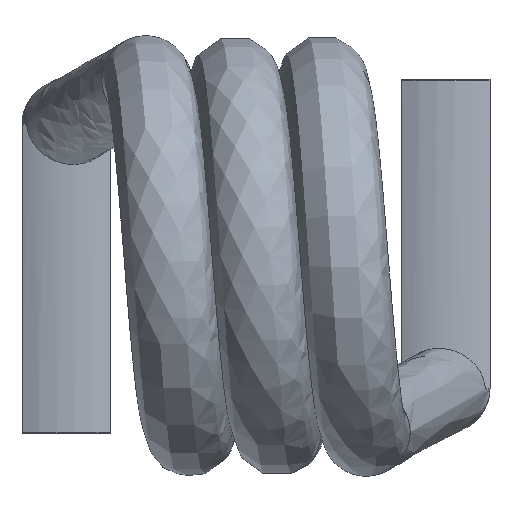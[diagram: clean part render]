
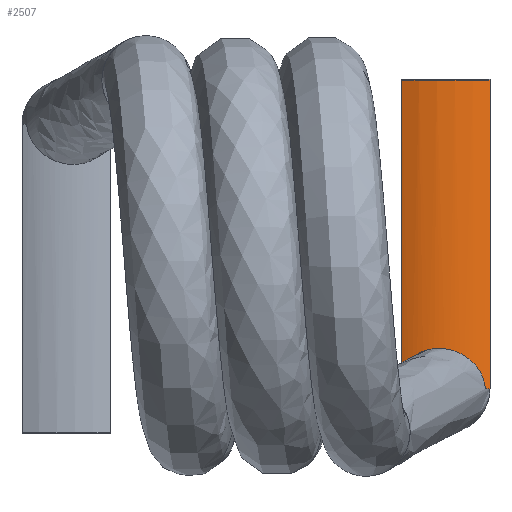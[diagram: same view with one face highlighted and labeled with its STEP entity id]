
A CAD part, top view. The second image highlights one B-rep face of the part: STEP entity #2507.
In plain terms, the highlighted cylindrical face has radius 1.116 mm (diameter 2.232 mm), a partial arc.
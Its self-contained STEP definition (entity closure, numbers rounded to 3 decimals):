
#2003 = VERTEX_POINT('',#2004);
#2004 = CARTESIAN_POINT('',(2.316,-1.335,0.598));
#2030 = EDGE_CURVE('',#2031,#2003,#2033,.T.);
#2031 = VERTEX_POINT('',#2032);
#2032 = CARTESIAN_POINT('',(1.474,-1.171,0.579));
#2033 = B_SPLINE_CURVE_WITH_KNOTS('',7,(#2034,#2035,#2036,#2037,#2038,
#2039,#2040,#2041,#2042,#2043,#2044,#2045,#2046,#2047,#2048,#2049,
#2050,#2051,#2052,#2053,#2054,#2055,#2056,#2057,#2058,#2059,#2060,
#2061,#2062,#2063,#2064,#2065),.UNSPECIFIED.,.F.,.F.,(8,6,6,6,6,8),(
0.,0.225,0.375,0.547,0.693,1.),
.UNSPECIFIED.);
#2034 = CARTESIAN_POINT('',(1.474,-1.171,0.579));
#2035 = CARTESIAN_POINT('',(1.488,-1.138,
0.585));
#2036 = CARTESIAN_POINT('',(1.505,-1.106,
0.592));
#2037 = CARTESIAN_POINT('',(1.525,-1.076,
0.6));
#2038 = CARTESIAN_POINT('',(1.548,-1.049,
0.608));
#2039 = CARTESIAN_POINT('',(1.574,-1.025,0.617)
);
#2040 = CARTESIAN_POINT('',(1.602,-1.003,
0.626));
#2041 = CARTESIAN_POINT('',(1.653,-0.973,0.639
));
#2042 = CARTESIAN_POINT('',(1.674,-0.962,
0.644));
#2043 = CARTESIAN_POINT('',(1.696,-0.953,
0.649));
#2044 = CARTESIAN_POINT('',(1.719,-0.945,
0.654));
#2045 = CARTESIAN_POINT('',(1.742,-0.939,
0.657));
#2046 = CARTESIAN_POINT('',(1.767,-0.934,
0.661));
#2047 = CARTESIAN_POINT('',(1.819,-0.928,0.667)
);
#2048 = CARTESIAN_POINT('',(1.848,-0.926,
0.669));
#2049 = CARTESIAN_POINT('',(1.877,-0.927,
0.671));
#2050 = CARTESIAN_POINT('',(1.906,-0.93,0.672)
);
#2051 = CARTESIAN_POINT('',(1.935,-0.935,0.672
));
#2052 = CARTESIAN_POINT('',(1.963,-0.942,0.671
));
#2053 = CARTESIAN_POINT('',(2.015,-0.959,
0.667));
#2054 = CARTESIAN_POINT('',(2.039,-0.967,
0.665));
#2055 = CARTESIAN_POINT('',(2.062,-0.978,0.662
));
#2056 = CARTESIAN_POINT('',(2.084,-0.989,
0.659));
#2057 = CARTESIAN_POINT('',(2.105,-1.002,0.656));
#2058 = CARTESIAN_POINT('',(2.126,-1.016,
0.652));
#2059 = CARTESIAN_POINT('',(2.187,-1.063,
0.639));
#2060 = CARTESIAN_POINT('',(2.225,-1.1,
0.629));
#2061 = CARTESIAN_POINT('',(2.257,-1.141,
0.619));
#2062 = CARTESIAN_POINT('',(2.283,-1.186,
0.61));
#2063 = CARTESIAN_POINT('',(2.302,-1.234,
0.603));
#2064 = CARTESIAN_POINT('',(2.313,-1.284,
0.599));
#2065 = CARTESIAN_POINT('',(2.316,-1.335,0.598));
#2489 = VERTEX_POINT('',#2490);
#2490 = CARTESIAN_POINT('',(1.474,1.78,0.579));
#2496 = EDGE_CURVE('',#2031,#2489,#2497,.T.);
#2497 = LINE('',#2498,#2499);
#2498 = CARTESIAN_POINT('',(1.474,-1.335,0.579));
#2499 = VECTOR('',#2500,1.);
#2500 = DIRECTION('',(0.,1.,0.));
#2507 = ADVANCED_FACE('',(#2508),#2536,.T.);
#2508 = FACE_BOUND('',#2509,.F.);
#2509 = EDGE_LOOP('',(#2510,#2511,#2512,#2521,#2529));
#2510 = ORIENTED_EDGE('',*,*,#2030,.F.);
#2511 = ORIENTED_EDGE('',*,*,#2496,.T.);
#2512 = ORIENTED_EDGE('',*,*,#2513,.T.);
#2513 = EDGE_CURVE('',#2489,#2514,#2516,.T.);
#2514 = VERTEX_POINT('',#2515);
#2515 = CARTESIAN_POINT('',(2.364,1.78,0.579));
#2516 = CIRCLE('',#2517,1.116);
#2517 = AXIS2_PLACEMENT_3D('',#2518,#2519,#2520);
#2518 = CARTESIAN_POINT('',(1.919,1.78,-0.445));
#2519 = DIRECTION('',(0.,1.,0.));
#2520 = DIRECTION('',(-0.399,0.,0.917)
);
#2521 = ORIENTED_EDGE('',*,*,#2522,.F.);
#2522 = EDGE_CURVE('',#2523,#2514,#2525,.T.);
#2523 = VERTEX_POINT('',#2524);
#2524 = CARTESIAN_POINT('',(2.364,-1.335,0.579));
#2525 = LINE('',#2526,#2527);
#2526 = CARTESIAN_POINT('',(2.364,-1.335,0.579));
#2527 = VECTOR('',#2528,1.);
#2528 = DIRECTION('',(0.,1.,0.));
#2529 = ORIENTED_EDGE('',*,*,#2530,.F.);
#2530 = EDGE_CURVE('',#2003,#2523,#2531,.T.);
#2531 = CIRCLE('',#2532,1.116);
#2532 = AXIS2_PLACEMENT_3D('',#2533,#2534,#2535);
#2533 = CARTESIAN_POINT('',(1.919,-1.335,-0.445));
#2534 = DIRECTION('',(0.,1.,0.));
#2535 = DIRECTION('',(-0.399,0.,0.917)
);
#2536 = CYLINDRICAL_SURFACE('',#2537,1.116);
#2537 = AXIS2_PLACEMENT_3D('',#2538,#2539,#2540);
#2538 = CARTESIAN_POINT('',(1.919,-1.335,-0.445));
#2539 = DIRECTION('',(0.,-1.,0.));
#2540 = DIRECTION('',(-0.399,0.,0.917)
);
